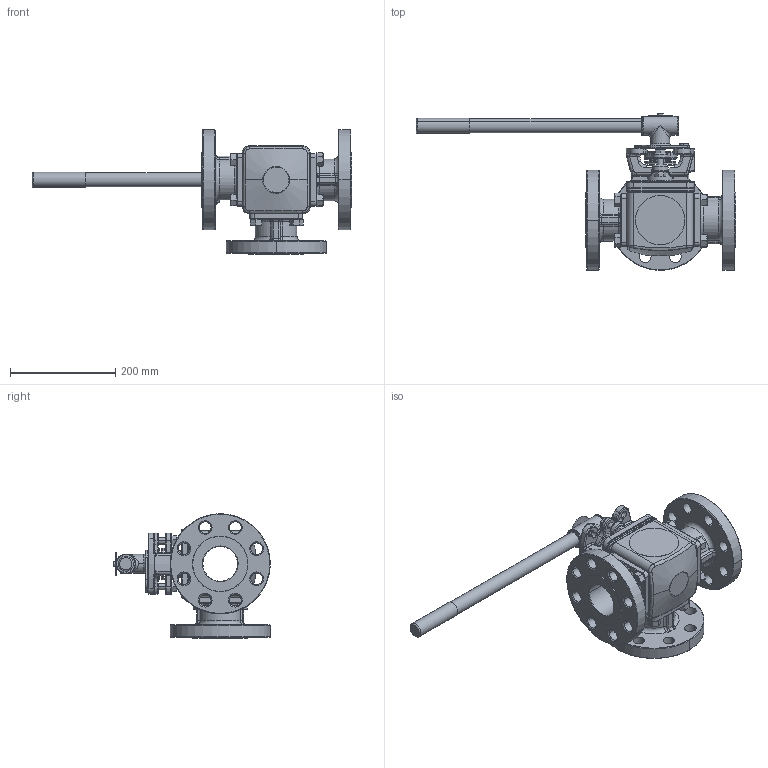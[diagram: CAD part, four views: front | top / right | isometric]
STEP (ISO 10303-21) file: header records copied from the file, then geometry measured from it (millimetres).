
FILE_DESCRIPTION (( 'STEP AP214' ), '1' );
FILE_NAME ('31-F3-0250-XXX.step', '2019-08-21T18:11:04', ( '' ), ( '' ), 'SwSTEP 2.0', 'SolidWorks 2019', '' );
FILE_SCHEMA (( 'AUTOMOTIVE_DESIGN' ));
Length unit declared in the file: inch
Products named in the file (2): 31-F3-0250-XXX
Bounding box: 607.09 x 297.85 x 236.75 mm (x, y, z)
Surface area: 570047.6 mm2 (no closed solid volume)
Topology: 0 solids, 45 shells, 1111 faces, 2961 edges, 1844 vertices
Faces by surface type: cylinder 382, bspline 229, plane 226, cone 186, torus 76, sphere 12
Entity records: 61226 total; most frequent: CARTESIAN_POINT 20590, DIRECTION 5527, ORIENTED_EDGE 5207, EDGE_CURVE 2944, AXIS2_PLACEMENT_3D 2311, VERTEX_POINT 1844, CIRCLE 1427, EDGE_LOOP 1252
